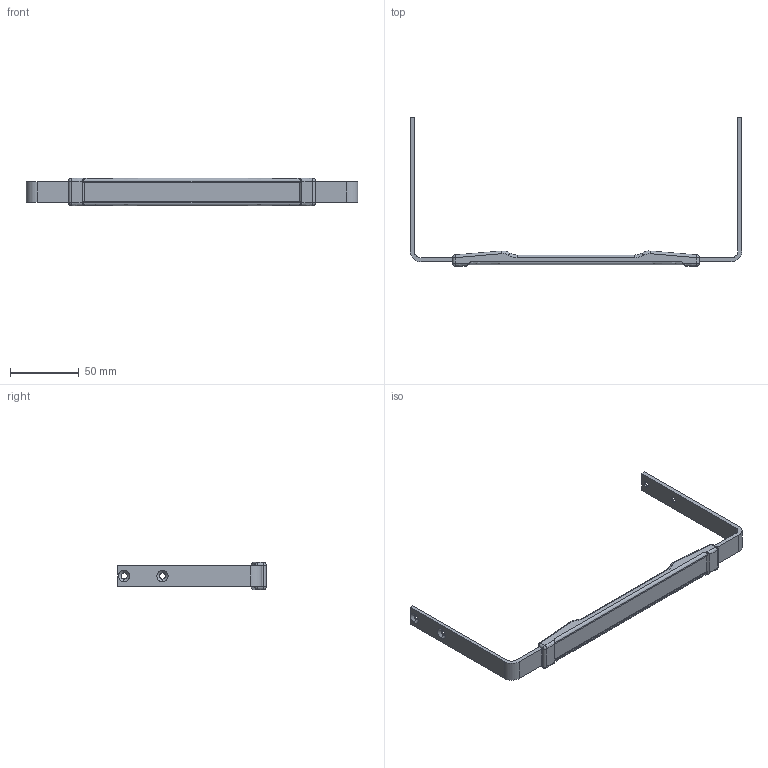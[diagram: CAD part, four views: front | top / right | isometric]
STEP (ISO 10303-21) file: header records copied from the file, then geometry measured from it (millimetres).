
FILE_DESCRIPTION((''),'2;1');
FILE_NAME('','2005-10-12T14:10:04',(''),(''),'','CADfix','');
FILE_SCHEMA(('AUTOMOTIVE_DESIGN'));
Length unit declared in the file: millimetre
Products named in the file (3): pull; grip; THA_224_1_24371_36
Assembly tree (2 placements, depth 2):
  THA_224_1_24371_36
    pull
    grip
Bounding box: 242 x 108 x 20 mm (x, y, z)
Volume: 37808 mm3; surface area: 32249.8 mm2
Topology: 2 solids, 2 shells, 98 faces, 284 edges, 190 vertices
Faces by surface type: bspline 98
Entity records: 3379 total; most frequent: CARTESIAN_POINT 1769, ORIENTED_EDGE 568, EDGE_CURVE 284, VERTEX_POINT 190, QUASI_UNIFORM_CURVE 130, EDGE_LOOP 116, FACE_OUTER_BOUND 98, ADVANCED_FACE 98
